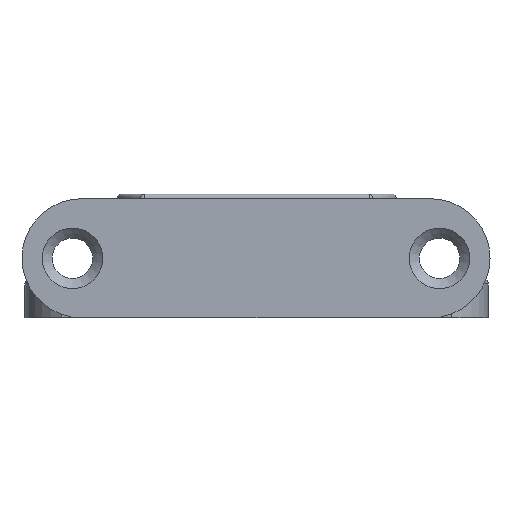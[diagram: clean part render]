
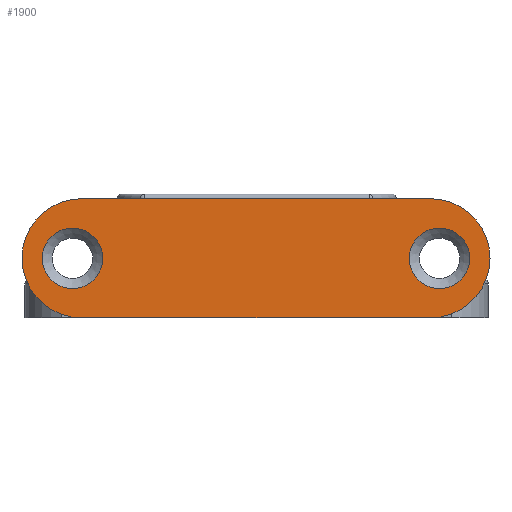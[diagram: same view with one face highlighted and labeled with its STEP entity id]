
A CAD part, front view. The second image highlights one B-rep face of the part: STEP entity #1900.
In plain terms, the highlighted face is planar.
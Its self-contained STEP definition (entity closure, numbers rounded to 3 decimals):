
#56=FACE_BOUND('',#748,.T.);
#57=FACE_BOUND('',#749,.T.);
#122=PLANE('',#2097);
#282=LINE('',#3405,#446);
#286=LINE('',#3417,#450);
#446=VECTOR('',#2624,38.);
#450=VECTOR('',#2636,38.);
#615=FACE_OUTER_BOUND('',#747,.T.);
#747=EDGE_LOOP('',(#1768,#1769,#1770,#1771));
#748=EDGE_LOOP('',(#1772));
#749=EDGE_LOOP('',(#1773));
#826=CIRCLE('',#2080,3.3);
#829=CIRCLE('',#2085,3.3);
#833=CIRCLE('',#2092,6.5);
#835=CIRCLE('',#2096,6.5);
#989=VERTEX_POINT('',#3383);
#992=VERTEX_POINT('',#3391);
#997=VERTEX_POINT('',#3402);
#998=VERTEX_POINT('',#3404);
#1000=VERTEX_POINT('',#3410);
#1002=VERTEX_POINT('',#3416);
#1244=EDGE_CURVE('',#989,#989,#826,.T.);
#1247=EDGE_CURVE('',#992,#992,#829,.T.);
#1252=EDGE_CURVE('',#998,#997,#282,.T.);
#1255=EDGE_CURVE('',#1000,#998,#833,.T.);
#1258=EDGE_CURVE('',#1002,#1000,#286,.T.);
#1261=EDGE_CURVE('',#997,#1002,#835,.T.);
#1768=ORIENTED_EDGE('',*,*,#1261,.T.);
#1769=ORIENTED_EDGE('',*,*,#1258,.T.);
#1770=ORIENTED_EDGE('',*,*,#1255,.T.);
#1771=ORIENTED_EDGE('',*,*,#1252,.T.);
#1772=ORIENTED_EDGE('',*,*,#1244,.T.);
#1773=ORIENTED_EDGE('',*,*,#1247,.T.);
#1900=ADVANCED_FACE('',(#615,#56,#57),#122,.F.);
#2080=AXIS2_PLACEMENT_3D('',#3384,#2602,#2603);
#2085=AXIS2_PLACEMENT_3D('',#3392,#2612,#2613);
#2092=AXIS2_PLACEMENT_3D('',#3411,#2630,#2631);
#2096=AXIS2_PLACEMENT_3D('',#3421,#2642,#2643);
#2097=AXIS2_PLACEMENT_3D('',#3422,#2644,#2645);
#2602=DIRECTION('center_axis',(0.,-1.,0.));
#2603=DIRECTION('ref_axis',(1.,0.,0.));
#2612=DIRECTION('center_axis',(0.,-1.,0.));
#2613=DIRECTION('ref_axis',(1.,0.,0.));
#2624=DIRECTION('',(0.,0.,1.));
#2630=DIRECTION('center_axis',(0.,1.,0.));
#2631=DIRECTION('ref_axis',(1.,0.,0.));
#2636=DIRECTION('',(0.,0.,-1.));
#2642=DIRECTION('center_axis',(0.,1.,0.));
#2643=DIRECTION('ref_axis',(-1.,0.,0.));
#2644=DIRECTION('center_axis',(0.,-1.,0.));
#2645=DIRECTION('ref_axis',(0.,0.,-1.));
#3383=CARTESIAN_POINT('',(3.3,1.6,20.));
#3384=CARTESIAN_POINT('Origin',(0.,1.6,20.));
#3391=CARTESIAN_POINT('',(3.3,1.6,-20.));
#3392=CARTESIAN_POINT('Origin',(0.,1.6,-20.));
#3402=CARTESIAN_POINT('',(-6.5,1.6,19.));
#3404=CARTESIAN_POINT('',(-6.5,1.6,-19.));
#3405=CARTESIAN_POINT('',(-6.5,1.6,-19.));
#3410=CARTESIAN_POINT('',(6.5,1.6,-19.));
#3411=CARTESIAN_POINT('Origin',(0.,1.6,-19.));
#3416=CARTESIAN_POINT('',(6.5,1.6,19.));
#3417=CARTESIAN_POINT('',(6.5,1.6,19.));
#3421=CARTESIAN_POINT('Origin',(0.,1.6,19.));
#3422=CARTESIAN_POINT('Origin',(0.,1.6,0.));
